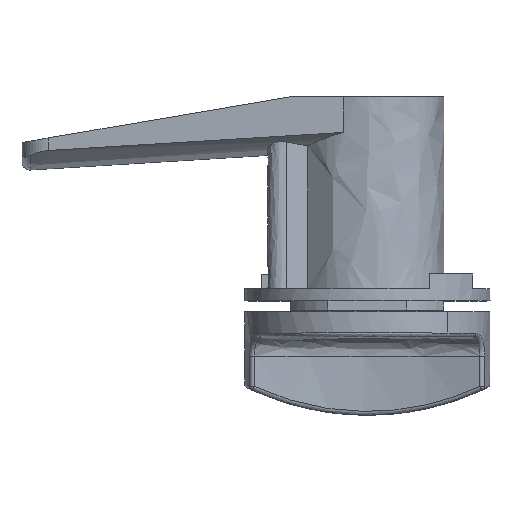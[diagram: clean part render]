
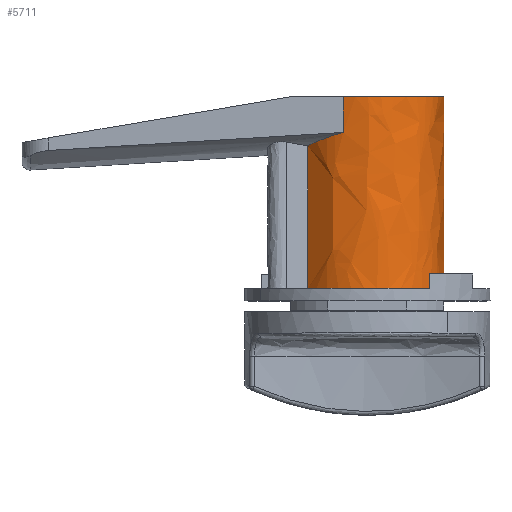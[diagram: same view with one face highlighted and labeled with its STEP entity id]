
A CAD part, top view. The second image highlights one B-rep face of the part: STEP entity #5711.
In plain terms, the highlighted free-form (B-spline) face has degree [1, 2] with [2, 7] control points.
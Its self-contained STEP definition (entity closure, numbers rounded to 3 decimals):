
#5581=CARTESIAN_POINT('',(2.275,7.955,-6.059));
#5582=CARTESIAN_POINT('',(28.541,7.955,-6.059));
#5583=CARTESIAN_POINT('',(2.275,1.226,-14.894));
#5584=CARTESIAN_POINT('',(28.541,1.226,-14.894));
#5585=CARTESIAN_POINT('',(2.275,-6.857,-7.279));
#5586=CARTESIAN_POINT('',(28.541,-6.857,-7.279));
#5587=CARTESIAN_POINT('',(2.275,-14.941,0.337));
#5588=CARTESIAN_POINT('',(28.541,-14.941,0.337));
#5589=CARTESIAN_POINT('',(2.275,-6.522,7.581));
#5590=CARTESIAN_POINT('',(28.541,-6.522,7.581));
#5591=CARTESIAN_POINT('',(2.275,1.897,14.824));
#5592=CARTESIAN_POINT('',(28.541,1.897,14.824));
#5593=CARTESIAN_POINT('',(2.275,8.221,5.694));
#5594=CARTESIAN_POINT('',(28.541,8.221,5.694));
#5602=(BOUNDED_SURFACE()B_SPLINE_SURFACE(1,2,((#5581,#5583,#5585,#5587,#5589,#5591,#5593),(#5582,#5584,#5586,#5588,#5590,#5592,#5594)),.UNSPECIFIED.,.F.,.F.,.U.)B_SPLINE_SURFACE_WITH_KNOTS((2,2),(3,2,2,3),(0.0,26.266),(0.0,17.809,35.618,53.427),.UNSPECIFIED.)GEOMETRIC_REPRESENTATION_ITEM()RATIONAL_B_SPLINE_SURFACE(((1.0,0.669,1.0,0.669,1.0,0.669,1.0),(1.0,0.669,1.0,0.669,1.0,0.669,1.0)))REPRESENTATION_ITEM('')SURFACE());
#5603=CARTESIAN_POINT('',(27.9,3.122,9.5));
#5604=VERTEX_POINT('',#5603);
#5605=CARTESIAN_POINT('',(23.253,3.122,9.5));
#5606=VERTEX_POINT('',#5605);
#5607=CARTESIAN_POINT('',(27.9,3.122,9.5));
#5608=CARTESIAN_POINT('',(23.253,3.122,9.5));
#5609=QUASI_UNIFORM_CURVE('',1,(#5607,#5608),.UNSPECIFIED.,.F.,.U.);
#5610=EDGE_CURVE('',#5604,#5606,#5609,.T.);
#5611=ORIENTED_EDGE('',*,*,#5610,.T.);
#5612=CARTESIAN_POINT('',(21.521,7.749,6.321));
#5613=VERTEX_POINT('',#5612);
#5614=CARTESIAN_POINT('',(21.521,7.749,6.321));
#5615=CARTESIAN_POINT('',(21.665,7.446,6.692));
#5616=CARTESIAN_POINT('',(21.815,7.123,7.035));
#5617=CARTESIAN_POINT('',(22.119,6.434,7.67));
#5618=CARTESIAN_POINT('',(22.272,6.068,7.962));
#5619=CARTESIAN_POINT('',(22.462,5.583,8.297));
#5620=CARTESIAN_POINT('',(22.499,5.485,8.362));
#5621=CARTESIAN_POINT('',(22.575,5.285,8.49));
#5622=CARTESIAN_POINT('',(22.612,5.184,8.552));
#5623=CARTESIAN_POINT('',(22.723,4.876,8.734));
#5624=CARTESIAN_POINT('',(22.795,4.667,8.847));
#5625=CARTESIAN_POINT('',(23.005,4.027,9.166));
#5626=CARTESIAN_POINT('',(23.136,3.584,9.348));
#5627=CARTESIAN_POINT('',(23.253,3.122,9.5));
#5628=B_SPLINE_CURVE_WITH_KNOTS('',3,(#5614,#5615,#5616,#5617,#5618,#5619,#5620,#5621,#5622,#5623,#5624,#5625,#5626,#5627),.UNSPECIFIED.,.F.,.U.,(4,2,2,2,2,2,4),(0.0,0.25,0.5,0.562,0.625,0.75,1.0),.UNSPECIFIED.);
#5629=EDGE_CURVE('',#5613,#5606,#5628,.T.);
#5630=ORIENTED_EDGE('',*,*,#5629,.F.);
#5631=CARTESIAN_POINT('',(2.9,7.749,6.321));
#5632=VERTEX_POINT('',#5631);
#5633=CARTESIAN_POINT('',(2.9,7.749,6.321));
#5634=CARTESIAN_POINT('',(21.521,7.749,6.321));
#5635=QUASI_UNIFORM_CURVE('',1,(#5633,#5634),.UNSPECIFIED.,.F.,.U.);
#5636=EDGE_CURVE('',#5632,#5613,#5635,.T.);
#5637=ORIENTED_EDGE('',*,*,#5636,.F.);
#5638=CARTESIAN_POINT('',(2.9,7.749,-6.321));
#5639=VERTEX_POINT('',#5638);
#5640=CARTESIAN_POINT('',(2.9,7.749,6.321));
#5641=CARTESIAN_POINT('',(2.9,3.29,11.787));
#5642=CARTESIAN_POINT('',(2.9,-3.355,9.42));
#5643=CARTESIAN_POINT('',(2.9,-10.,7.054));
#5644=CARTESIAN_POINT('',(2.9,-10.,0.0));
#5645=CARTESIAN_POINT('',(2.9,-10.,-7.054));
#5646=CARTESIAN_POINT('',(2.9,-3.355,-9.42));
#5647=CARTESIAN_POINT('',(2.9,3.29,-11.787));
#5648=CARTESIAN_POINT('',(2.9,7.749,-6.321));
#5656=(BOUNDED_CURVE()B_SPLINE_CURVE(2,(#5640,#5641,#5642,#5643,#5644,#5645,#5646,#5647,#5648),.UNSPECIFIED.,.F.,.U.)B_SPLINE_CURVE_WITH_KNOTS((3,2,2,2,3),(0.0,0.25,0.5,0.75,1.0),.UNSPECIFIED.)CURVE()GEOMETRIC_REPRESENTATION_ITEM()RATIONAL_B_SPLINE_CURVE((1.0,0.817,1.0,0.817,1.0,0.817,1.0,0.817,1.0))REPRESENTATION_ITEM(''));
#5657=EDGE_CURVE('',#5632,#5639,#5656,.T.);
#5658=ORIENTED_EDGE('',*,*,#5657,.T.);
#5659=CARTESIAN_POINT('',(21.521,7.749,-6.321));
#5660=VERTEX_POINT('',#5659);
#5661=CARTESIAN_POINT('',(2.9,7.749,-6.321));
#5662=CARTESIAN_POINT('',(21.521,7.749,-6.321));
#5663=QUASI_UNIFORM_CURVE('',1,(#5661,#5662),.UNSPECIFIED.,.F.,.U.);
#5664=EDGE_CURVE('',#5639,#5660,#5663,.T.);
#5665=ORIENTED_EDGE('',*,*,#5664,.T.);
#5666=CARTESIAN_POINT('',(23.253,3.122,-9.5));
#5667=VERTEX_POINT('',#5666);
#5668=CARTESIAN_POINT('',(23.253,3.122,-9.5));
#5669=CARTESIAN_POINT('',(23.136,3.584,-9.348));
#5670=CARTESIAN_POINT('',(23.005,4.025,-9.166));
#5671=CARTESIAN_POINT('',(22.728,4.872,-8.746));
#5672=CARTESIAN_POINT('',(22.581,5.277,-8.507));
#5673=CARTESIAN_POINT('',(22.392,5.763,-8.174));
#5674=CARTESIAN_POINT('',(22.354,5.859,-8.105));
#5675=CARTESIAN_POINT('',(22.277,6.049,-7.964));
#5676=CARTESIAN_POINT('',(22.238,6.143,-7.892));
#5677=CARTESIAN_POINT('',(22.123,6.421,-7.67));
#5678=CARTESIAN_POINT('',(22.045,6.6,-7.516));
#5679=CARTESIAN_POINT('',(21.816,7.122,-7.036));
#5680=CARTESIAN_POINT('',(21.665,7.447,-6.692));
#5681=CARTESIAN_POINT('',(21.521,7.749,-6.321));
#5682=B_SPLINE_CURVE_WITH_KNOTS('',3,(#5668,#5669,#5670,#5671,#5672,#5673,#5674,#5675,#5676,#5677,#5678,#5679,#5680,#5681),.UNSPECIFIED.,.F.,.U.,(4,2,2,2,2,2,4),(0.0,0.25,0.5,0.562,0.625,0.75,1.0),.UNSPECIFIED.);
#5683=EDGE_CURVE('',#5667,#5660,#5682,.T.);
#5684=ORIENTED_EDGE('',*,*,#5683,.F.);
#5685=CARTESIAN_POINT('',(27.9,3.122,-9.5));
#5686=VERTEX_POINT('',#5685);
#5687=CARTESIAN_POINT('',(23.253,3.122,-9.5));
#5688=CARTESIAN_POINT('',(27.9,3.122,-9.5));
#5689=QUASI_UNIFORM_CURVE('',1,(#5687,#5688),.UNSPECIFIED.,.F.,.U.);
#5690=EDGE_CURVE('',#5667,#5686,#5689,.T.);
#5691=ORIENTED_EDGE('',*,*,#5690,.T.);
#5692=CARTESIAN_POINT('',(27.9,3.122,9.5));
#5693=CARTESIAN_POINT('',(27.9,-3.796,11.774));
#5694=CARTESIAN_POINT('',(27.9,-8.084,5.887));
#5695=CARTESIAN_POINT('',(27.9,-12.371,0.));
#5696=CARTESIAN_POINT('',(27.9,-8.084,-5.887));
#5697=CARTESIAN_POINT('',(27.9,-3.796,-11.774));
#5698=CARTESIAN_POINT('',(27.9,3.122,-9.5));
#5706=(BOUNDED_CURVE()B_SPLINE_CURVE(2,(#5692,#5693,#5694,#5695,#5696,#5697,#5698),.UNSPECIFIED.,.F.,.U.)B_SPLINE_CURVE_WITH_KNOTS((3,2,2,3),(0.0,0.333,0.667,1.0),.UNSPECIFIED.)CURVE()GEOMETRIC_REPRESENTATION_ITEM()RATIONAL_B_SPLINE_CURVE((1.0,0.808,1.0,0.808,1.0,0.808,1.0))REPRESENTATION_ITEM(''));
#5707=EDGE_CURVE('',#5604,#5686,#5706,.T.);
#5708=ORIENTED_EDGE('',*,*,#5707,.F.);
#5709=EDGE_LOOP('',(#5611,#5630,#5637,#5658,#5665,#5684,#5691,#5708));
#5710=FACE_OUTER_BOUND('',#5709,.T.);
#5711=ADVANCED_FACE('',(#5710),#5602,.T.);
